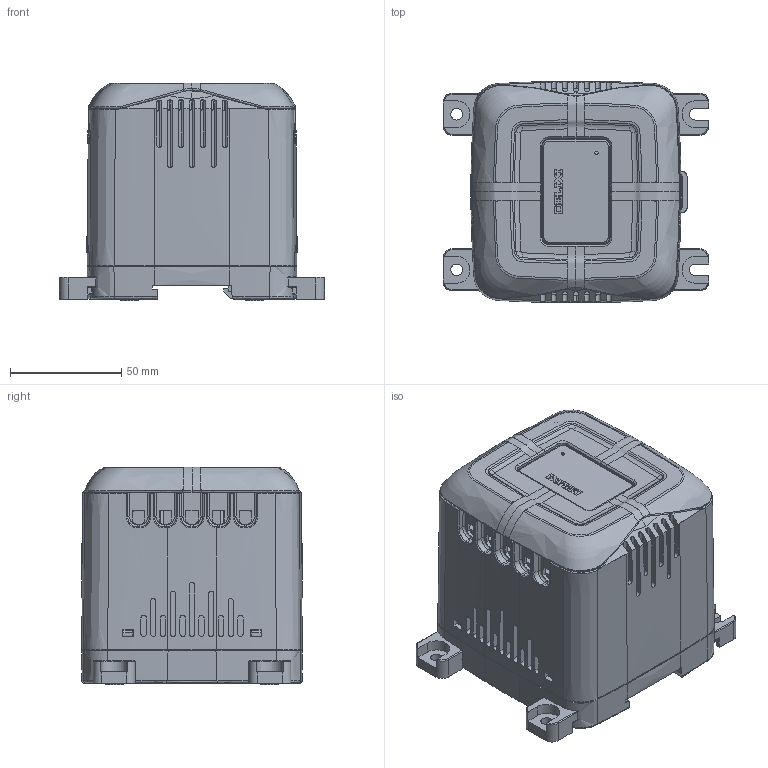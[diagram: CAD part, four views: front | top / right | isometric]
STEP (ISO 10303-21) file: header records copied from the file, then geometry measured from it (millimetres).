
FILE_DESCRIPTION(/* description */ (''),/* implementation_level */ '2;1');
FILE_NAME(/* name */ '2.stp',/* time_stamp */ '2017-09-04T15:35:59+08:00',/* author */ (''),/* organization */ (''),/* preprocessor_version */ 'ST-DEVELOPER v14',/* originating_system */ 'SIEMENS PLM Software NX 8.0',/* authorisation */ '');
FILE_SCHEMA (('AP203_CONFIGURATION_CONTROLLED_3D_DESIGN_OF_MECHANICAL_PARTS_AND_ASSEMBLIES_MIM_LF { 1 0 10303 403 2 1 2}'));
Length unit declared in the file: millimetre
Products named in the file (1): Admi14C8F5748pcm
Bounding box: 119.25 x 99.7 x 97.75 mm (x, y, z)
Volume: 459145.9 mm3; surface area: 237636.7 mm2
Topology: 26 solids, 26 shells, 2910 faces, 8304 edges, 5412 vertices
Faces by surface type: plane 1660, cylinder 498, bspline 399, cone 182, torus 104, extrusion 43, sphere 24
Full cylindrical faces by diameter (mm): 1.5 x1, 3 x1, 3.5 x5, 4.2 x4, 4.5 x2, 5.2 x2, 5.5 x10, 6 x9, 6.3 x10, 7 x4, 8 x8
Entity records: 130644 total; most frequent: CARTESIAN_POINT 59774, ORIENTED_EDGE 16254, DIRECTION 12476, EDGE_CURVE 8127, VERTEX_POINT 5355, VECTOR 4348, LINE 4305, AXIS2_PLACEMENT_3D 4064
